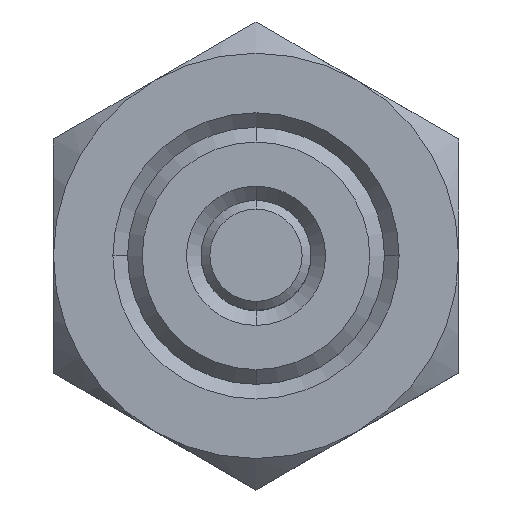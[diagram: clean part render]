
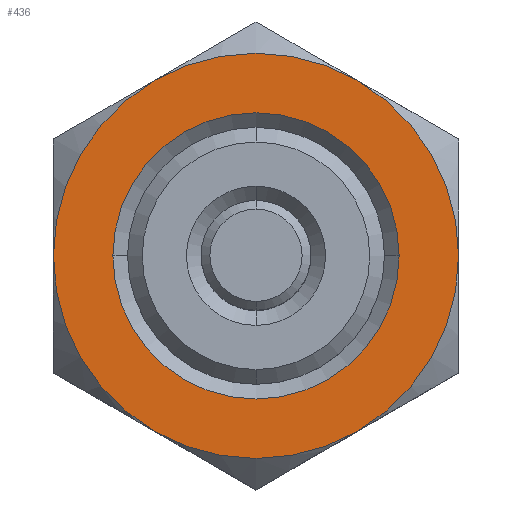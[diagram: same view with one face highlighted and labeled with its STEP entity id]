
A CAD part, top view. The second image highlights one B-rep face of the part: STEP entity #436.
In plain terms, the highlighted planar face has unit normal (0, 0, 1).
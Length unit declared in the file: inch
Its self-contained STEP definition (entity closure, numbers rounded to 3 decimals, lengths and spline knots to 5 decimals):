
#81 = ORIENTED_EDGE ( 'NONE', *, *, #3084, .T. ) ;
#105 = VERTEX_POINT ( 'NONE', #2520 ) ;
#118 = ORIENTED_EDGE ( 'NONE', *, *, #362, .T. ) ;
#164 = FACE_BOUND ( 'NONE', #2137, .T. ) ;
#187 = EDGE_LOOP ( 'NONE', ( #1264, #118, #1360, #81, #2031, #1338 ) ) ;
#193 = AXIS2_PLACEMENT_3D ( 'NONE', #2836, #1384, #3075 ) ;
#329 = DIRECTION ( 'NONE',  ( 0., 0., 1. ) ) ;
#333 = DIRECTION ( 'NONE',  ( 0., 0., 1. ) ) ;
#362 = EDGE_CURVE ( 'NONE', #917, #2928, #2341, .T. ) ;
#416 = CARTESIAN_POINT ( 'NONE',  ( 0., 0., 0.125 ) ) ;
#436 = ADVANCED_FACE ( 'NONE', ( #164, #2907 ), #2760, .T. ) ;
#440 = CIRCLE ( 'NONE', #3108, 0.24375 ) ;
#470 = ORIENTED_EDGE ( 'NONE', *, *, #3027, .T. ) ;
#609 = CARTESIAN_POINT ( 'NONE',  ( 0., 0., 0.125 ) ) ;
#663 = DIRECTION ( 'NONE',  ( 0., 0., -1. ) ) ;
#664 = DIRECTION ( 'NONE',  ( 1., 0., 0. ) ) ;
#681 = CARTESIAN_POINT ( 'NONE',  ( 0., 0., 0.125 ) ) ;
#762 = CARTESIAN_POINT ( 'NONE',  ( -0.24375, 0., 0.125 ) ) ;
#818 = CARTESIAN_POINT ( 'NONE',  ( -0.345, 0.19919, 0.125 ) ) ;
#864 = DIRECTION ( 'NONE',  ( 1., 0., 0. ) ) ;
#881 = EDGE_CURVE ( 'NONE', #1694, #917, #2796, .T. ) ;
#917 = VERTEX_POINT ( 'NONE', #2411 ) ;
#922 = DIRECTION ( 'NONE',  ( 0., 0., 1. ) ) ;
#933 = DIRECTION ( 'NONE',  ( 1., 0., 0. ) ) ;
#1018 = CIRCLE ( 'NONE', #2466, 0.345 ) ;
#1065 = CARTESIAN_POINT ( 'NONE',  ( 0., 0., 0.125 ) ) ;
#1089 = CARTESIAN_POINT ( 'NONE',  ( -0.1725, -0.29878, 0.125 ) ) ;
#1110 = AXIS2_PLACEMENT_3D ( 'NONE', #609, #2322, #864 ) ;
#1169 = CIRCLE ( 'NONE', #2659, 0.345 ) ;
#1264 = ORIENTED_EDGE ( 'NONE', *, *, #881, .T. ) ;
#1314 = DIRECTION ( 'NONE',  ( 1., 0., 0. ) ) ;
#1319 = EDGE_CURVE ( 'NONE', #105, #2526, #1018, .T. ) ;
#1338 = ORIENTED_EDGE ( 'NONE', *, *, #2668, .T. ) ;
#1360 = ORIENTED_EDGE ( 'NONE', *, *, #1742, .T. ) ;
#1384 = DIRECTION ( 'NONE',  ( 0., 0., 1. ) ) ;
#1526 = CIRCLE ( 'NONE', #1110, 0.345 ) ;
#1694 = VERTEX_POINT ( 'NONE', #2690 ) ;
#1742 = EDGE_CURVE ( 'NONE', #2928, #3087, #1169, .T. ) ;
#1784 = CARTESIAN_POINT ( 'NONE',  ( 0., 0., 0.125 ) ) ;
#1823 = CARTESIAN_POINT ( 'NONE',  ( -0.1725, 0.29878, 0.125 ) ) ;
#2031 = ORIENTED_EDGE ( 'NONE', *, *, #1319, .T. ) ;
#2038 = DIRECTION ( 'NONE',  ( 1., 0., 0. ) ) ;
#2044 = DIRECTION ( 'NONE',  ( 1., 0., 0. ) ) ;
#2061 = AXIS2_PLACEMENT_3D ( 'NONE', #2133, #663, #2377 ) ;
#2133 = CARTESIAN_POINT ( 'NONE',  ( 0., 0., 0.125 ) ) ;
#2135 = DIRECTION ( 'NONE',  ( 0., 0., 1. ) ) ;
#2137 = EDGE_LOOP ( 'NONE', ( #470, #2880 ) ) ;
#2154 = AXIS2_PLACEMENT_3D ( 'NONE', #818, #333, #2044 ) ;
#2172 = EDGE_CURVE ( 'NONE', #2876, #2623, #2471, .T. ) ;
#2255 = CARTESIAN_POINT ( 'NONE',  ( 0.1725, 0.29878, 0.125 ) ) ;
#2322 = DIRECTION ( 'NONE',  ( 0., 0., 1. ) ) ;
#2341 = CIRCLE ( 'NONE', #193, 0.345 ) ;
#2377 = DIRECTION ( 'NONE',  ( 1., 0., 0. ) ) ;
#2386 = CARTESIAN_POINT ( 'NONE',  ( 0., 0., 0.125 ) ) ;
#2393 = DIRECTION ( 'NONE',  ( 0., 0., 1. ) ) ;
#2411 = CARTESIAN_POINT ( 'NONE',  ( 0.345, 0., 0.125 ) ) ;
#2466 = AXIS2_PLACEMENT_3D ( 'NONE', #1784, #329, #2038 ) ;
#2471 = CIRCLE ( 'NONE', #2061, 0.24375 ) ;
#2520 = CARTESIAN_POINT ( 'NONE',  ( -0.345, 0., 0.125 ) ) ;
#2526 = VERTEX_POINT ( 'NONE', #1089 ) ;
#2578 = AXIS2_PLACEMENT_3D ( 'NONE', #416, #2135, #664 ) ;
#2620 = DIRECTION ( 'NONE',  ( 1., 0., 0. ) ) ;
#2623 = VERTEX_POINT ( 'NONE', #3065 ) ;
#2659 = AXIS2_PLACEMENT_3D ( 'NONE', #681, #2393, #933 ) ;
#2668 = EDGE_CURVE ( 'NONE', #2526, #1694, #3006, .T. ) ;
#2690 = CARTESIAN_POINT ( 'NONE',  ( 0.1725, -0.29878, 0.125 ) ) ;
#2760 = PLANE ( 'NONE',  #2154 ) ;
#2766 = DIRECTION ( 'NONE',  ( 0., 0., -1. ) ) ;
#2796 = CIRCLE ( 'NONE', #3055, 0.345 ) ;
#2836 = CARTESIAN_POINT ( 'NONE',  ( 0., 0., 0.125 ) ) ;
#2876 = VERTEX_POINT ( 'NONE', #762 ) ;
#2880 = ORIENTED_EDGE ( 'NONE', *, *, #2172, .T. ) ;
#2907 = FACE_OUTER_BOUND ( 'NONE', #187, .T. ) ;
#2928 = VERTEX_POINT ( 'NONE', #2255 ) ;
#3006 = CIRCLE ( 'NONE', #2578, 0.345 ) ;
#3027 = EDGE_CURVE ( 'NONE', #2623, #2876, #440, .T. ) ;
#3055 = AXIS2_PLACEMENT_3D ( 'NONE', #2386, #922, #2620 ) ;
#3065 = CARTESIAN_POINT ( 'NONE',  ( 0.24375, 0., 0.125 ) ) ;
#3075 = DIRECTION ( 'NONE',  ( 1., 0., 0. ) ) ;
#3084 = EDGE_CURVE ( 'NONE', #3087, #105, #1526, .T. ) ;
#3087 = VERTEX_POINT ( 'NONE', #1823 ) ;
#3108 = AXIS2_PLACEMENT_3D ( 'NONE', #1065, #2766, #1314 ) ;
